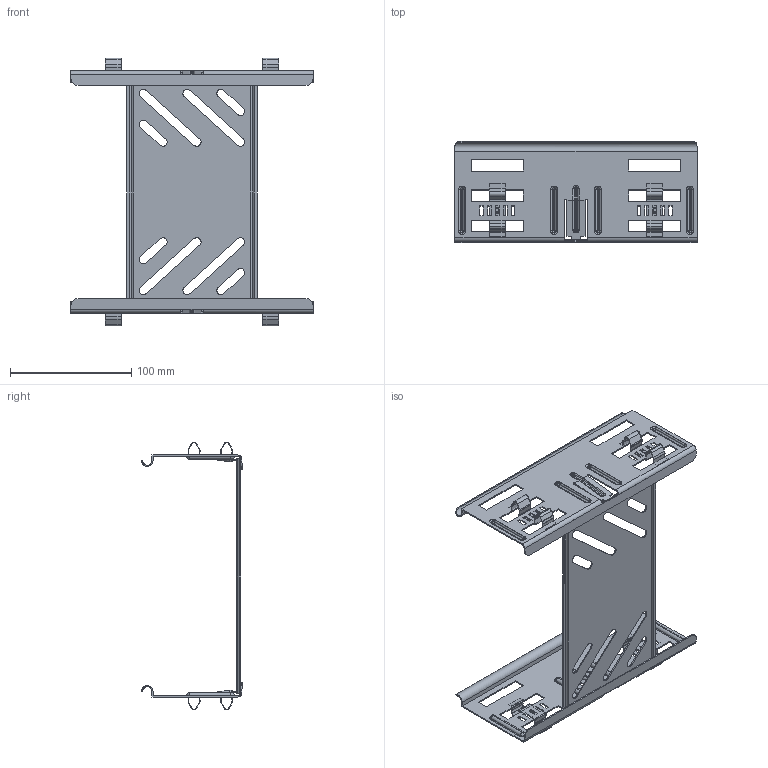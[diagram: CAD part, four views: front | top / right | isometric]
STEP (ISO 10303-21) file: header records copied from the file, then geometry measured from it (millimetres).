
FILE_DESCRIPTION (( 'STEP AP214' ), '1' );
FILE_NAME ('6069028.STP', '2017-04-12T07:30:27', ( '' ), ( '' ), 'SwSTEP 2.0', 'SolidWorks 2016', '' );
FILE_SCHEMA (( 'AUTOMOTIVE_DESIGN' ));
Length unit declared in the file: millimetre
Products named in the file (4): 040601_Standard; 040579_85; 040599_200; 6069028
Assembly tree (7 placements, depth 2):
  6069028
    040599_200
    040579_85  x2
    040601_Standard  x4
Bounding box: 200 x 83.2 x 221 mm (x, y, z)
Volume: 56316.8 mm3; surface area: 122917.9 mm2
Topology: 7 solids, 7 shells, 1015 faces, 2595 edges, 1598 vertices
Faces by surface type: plane 604, cylinder 243, torus 144, bspline 24
Entity records: 15586 total; most frequent: CARTESIAN_POINT 3103, DIRECTION 2623, ORIENTED_EDGE 2558, EDGE_CURVE 1279, AXIS2_PLACEMENT_3D 891, VECTOR 841, LINE 841, VERTEX_POINT 804
